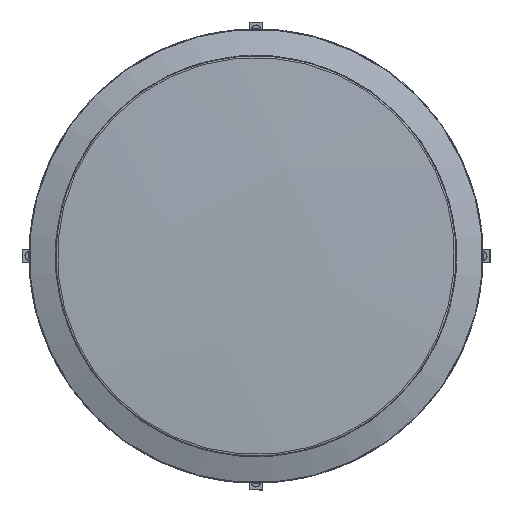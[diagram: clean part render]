
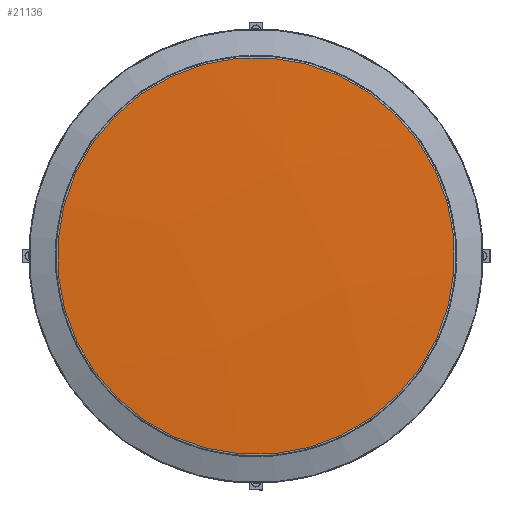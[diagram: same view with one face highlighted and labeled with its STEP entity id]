
A CAD part, front view. The second image highlights one B-rep face of the part: STEP entity #21136.
In plain terms, the highlighted free-form (B-spline) face has degree [3, 3] with [4, 4] control points.
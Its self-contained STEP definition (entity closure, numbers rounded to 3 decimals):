
#737 = EDGE_LOOP ( 'NONE', ( #4445, #6564 ) ) ;
#1113 = CARTESIAN_POINT ( 'NONE',  ( 59.518, -25.697, -20.558 ) ) ;
#2321 = VERTEX_POINT ( 'NONE', #12327 ) ;
#2361 = EDGE_CURVE ( 'NONE', #2321, #6891, #5023, .T. ) ;
#2661 = DIRECTION ( 'NONE',  ( 0., -1., 0. ) ) ;
#4302 = CARTESIAN_POINT ( 'NONE',  ( -139.054, -20.336, -16.86 ) ) ;
#4445 = ORIENTED_EDGE ( 'NONE', *, *, #2361, .T. ) ;
#4532 = CARTESIAN_POINT ( 'NONE',  ( 17.81, -20.315, -139.014 ) ) ;
#4639 = CARTESIAN_POINT ( 'NONE',  ( -17.344, -20.265, 139.864 ) ) ;
#5023 = CIRCLE ( 'NONE', #16974, 131.06 ) ;
#6564 = ORIENTED_EDGE ( 'NONE', *, *, #6593, .T. ) ;
#6566 = DIRECTION ( 'NONE',  ( 0., -1., 0. ) ) ;
#6593 = EDGE_CURVE ( 'NONE', #6891, #2321, #9136, .T. ) ;
#6891 = VERTEX_POINT ( 'NONE', #18600 ) ;
#7433 = CARTESIAN_POINT ( 'NONE',  ( 177.571, -14.916, -62.592 ) ) ;
#9024 = CARTESIAN_POINT ( 'NONE',  ( -20.634, -25.713, -58.899 ) ) ;
#9136 = CIRCLE ( 'NONE', #14953, 131.06 ) ;
#9356 = CARTESIAN_POINT ( 'NONE',  ( 139.521, -20.3, 17.711 ) ) ;
#10750 = CARTESIAN_POINT ( 'NONE',  ( -61.999, -14.963, -177.191 ) ) ;
#10824 = CARTESIAN_POINT ( 'NONE',  ( 0., -19.087, 0. ) ) ;
#10852 = CARTESIAN_POINT ( 'NONE',  ( -100.638, -20.348, -97.17 ) ) ;
#12327 = CARTESIAN_POINT ( 'NONE',  ( -118.229, -19.087, -56.555 ) ) ;
#12358 = CARTESIAN_POINT ( 'NONE',  ( 97.764, -20.299, -100.768 ) ) ;
#12551 = DIRECTION ( 'NONE',  ( -0.902, 0., -0.432 ) ) ;
#14887 = DIRECTION ( 'NONE',  ( -0.902, 0., -0.432 ) ) ;
#14953 = AXIS2_PLACEMENT_3D ( 'NONE', #15097, #6566, #14887 ) ;
#15097 = CARTESIAN_POINT ( 'NONE',  ( 0., -19.087, 0. ) ) ;
#15551 = FACE_OUTER_BOUND ( 'NONE', #737, .T. ) ;
#16534 =( BOUNDED_SURFACE ( )  B_SPLINE_SURFACE ( 3, 3, ( 
 ( #20479, #18982, #4639, #20810 ),
 ( #4302, #19090, #19192, #18878 ),
 ( #10852, #9024, #1113, #9356 ),
 ( #10750, #4532, #12358, #7433 ) ),
 .UNSPECIFIED., .F., .F., .F. ) 
 B_SPLINE_SURFACE_WITH_KNOTS ( ( 4, 4 ),
 ( 4, 4 ),
 ( 0., 1. ),
 ( 0., 1. ),
 .UNSPECIFIED. ) 
 GEOMETRIC_REPRESENTATION_ITEM ( )  RATIONAL_B_SPLINE_SURFACE ( (
 ( 1., 0.999, 0.999, 1.),
 ( 0.999, 0.998, 0.998, 0.999),
 ( 0.999, 0.998, 0.998, 0.999),
 ( 1., 0.999, 0.999, 1.) ) ) 
 REPRESENTATION_ITEM ( '' )  SURFACE ( )  );
#16974 = AXIS2_PLACEMENT_3D ( 'NONE', #10824, #2661, #12551 ) ;
#18600 = CARTESIAN_POINT ( 'NONE',  ( 118.229, -19.087, 56.555 ) ) ;
#18878 = CARTESIAN_POINT ( 'NONE',  ( 101.104, -20.288, 98.02 ) ) ;
#18982 = CARTESIAN_POINT ( 'NONE',  ( -97.297, -20.281, 101.618 ) ) ;
#19090 = CARTESIAN_POINT ( 'NONE',  ( -59.05, -25.701, 21.41 ) ) ;
#19192 = CARTESIAN_POINT ( 'NONE',  ( 21.101, -25.685, 59.751 ) ) ;
#20479 = CARTESIAN_POINT ( 'NONE',  ( -177.104, -14.929, 63.442 ) ) ;
#20810 = CARTESIAN_POINT ( 'NONE',  ( 62.462, -14.881, 178.039 ) ) ;
#21136 = ADVANCED_FACE ( 'NONE', ( #15551 ), #16534, .T. ) ;
